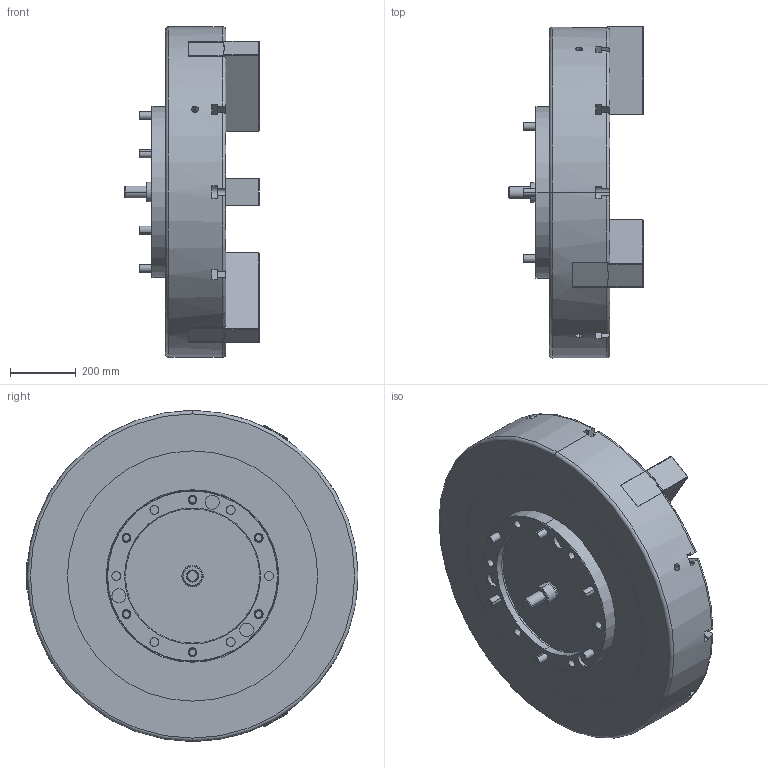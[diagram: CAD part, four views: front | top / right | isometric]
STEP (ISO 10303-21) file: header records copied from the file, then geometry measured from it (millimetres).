
FILE_DESCRIPTION (( 'STEP AP203' ), '1' );
FILE_NAME ('CF-3V-40A20.STEP', '2022-04-25T07:04:52', ( '' ), ( '' ), 'SwSTEP 2.0', 'SolidWorks 2016', '' );
FILE_SCHEMA (( 'CONFIG_CONTROL_DESIGN' ));
Length unit declared in the file: millimetre
Products named in the file (15): CF-3V-50-12010; CF-3V-50-18000 ; CF-3V-50-19000; CF-3V-50-25000_3V-50-25000; CF-3V-40-01010; 圓頭內六角螺栓_M16x35; CF-3V-40-02000; 圓頭內六角螺栓_M24x190; 圓頭內六角螺栓_M24x60; CF-3V-50-09010; CF-3V-50-23000(A20法蘭); CF-3V-50-10020; 圓頭內六角螺栓_M12x50; CF-3V-50-11020; CF-3V-40A20
Assembly tree (40 placements, depth 2):
  CF-3V-40A20
    CF-3V-40-01010
    CF-3V-40-02000  x3
    CF-3V-50-09010
    CF-3V-50-10020
    CF-3V-50-11020  x3
    CF-3V-50-12010
    CF-3V-50-18000   x3
    CF-3V-50-19000
    CF-3V-50-25000_3V-50-25000
    圓頭內六角螺栓_M16x35  x6
    圓頭內六角螺栓_M24x60  x9
    圓頭內六角螺栓_M24x190  x6
    CF-3V-50-23000(A20法蘭)
    圓頭內六角螺栓_M12x50  x3
Bounding box: 409 x 1008.3 x 1005 mm (x, y, z)
Volume: 147936346.7 mm3; surface area: 5090813.2 mm2
Topology: 40 solids, 40 shells, 1559 faces, 3810 edges, 2367 vertices
Faces by surface type: plane 903, cylinder 379, cone 261, torus 16
Entity records: 23837 total; most frequent: CARTESIAN_POINT 4480, DIRECTION 3755, ORIENTED_EDGE 3416, EDGE_CURVE 1708, AXIS2_PLACEMENT_3D 1381, VERTEX_POINT 1095, VECTOR 993, LINE 993
